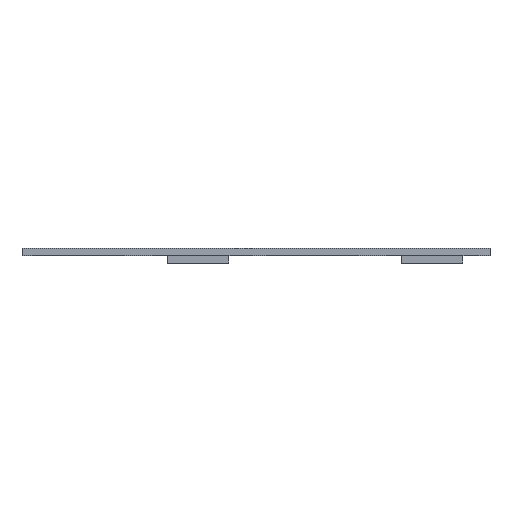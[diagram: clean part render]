
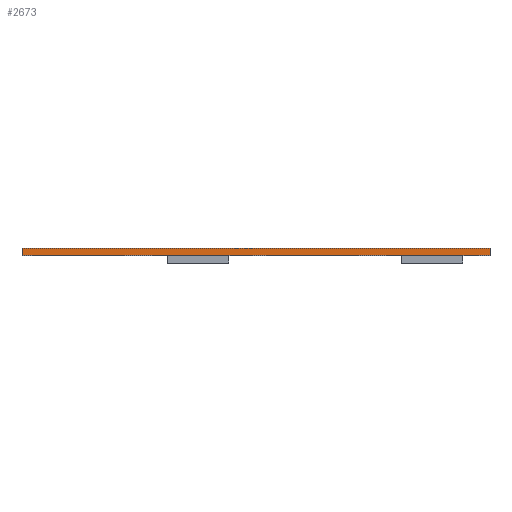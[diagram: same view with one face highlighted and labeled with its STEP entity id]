
A CAD part, top view. The second image highlights one B-rep face of the part: STEP entity #2673.
In plain terms, the highlighted planar face has unit normal (0, 0, 1).
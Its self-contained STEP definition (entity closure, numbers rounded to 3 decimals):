
#195=FACE_OUTER_BOUND('',#337,.T.);
#337=EDGE_LOOP('',(#2351,#2352,#2353,#2354));
#618=LINE('',#4027,#974);
#664=LINE('',#4121,#1020);
#709=LINE('',#4216,#1065);
#710=LINE('',#4218,#1066);
#974=VECTOR('',#3304,10.);
#1020=VECTOR('',#3380,10.);
#1065=VECTOR('',#3467,10.);
#1066=VECTOR('',#3470,10.);
#1251=VERTEX_POINT('',#4024);
#1252=VERTEX_POINT('',#4026);
#1285=VERTEX_POINT('',#4120);
#1314=VERTEX_POINT('',#4214);
#1590=EDGE_CURVE('',#1251,#1252,#618,.T.);
#1636=EDGE_CURVE('',#1252,#1285,#664,.T.);
#1685=EDGE_CURVE('',#1314,#1285,#709,.T.);
#1686=EDGE_CURVE('',#1314,#1251,#710,.T.);
#2351=ORIENTED_EDGE('',*,*,#1686,.F.);
#2352=ORIENTED_EDGE('',*,*,#1685,.T.);
#2353=ORIENTED_EDGE('',*,*,#1636,.F.);
#2354=ORIENTED_EDGE('',*,*,#1590,.F.);
#2547=PLANE('',#2829);
#2673=ADVANCED_FACE('',(#195),#2547,.T.);
#2829=AXIS2_PLACEMENT_3D('',#4217,#3468,#3469);
#3304=DIRECTION('',(0.,-1.,0.));
#3380=DIRECTION('',(-1.,0.,0.));
#3467=DIRECTION('',(0.,-1.,0.));
#3468=DIRECTION('center_axis',(0.,0.,1.));
#3469=DIRECTION('ref_axis',(-1.,0.,0.));
#3470=DIRECTION('',(1.,0.,0.));
#4024=CARTESIAN_POINT('',(89.4,17.2,86.25));
#4026=CARTESIAN_POINT('',(89.4,15.7,86.25));
#4027=CARTESIAN_POINT('',(89.4,17.2,86.25));
#4120=CARTESIAN_POINT('',(-10.6,15.7,86.25));
#4121=CARTESIAN_POINT('',(39.4,15.7,86.25));
#4214=CARTESIAN_POINT('',(-10.6,17.2,86.25));
#4216=CARTESIAN_POINT('',(-10.6,17.2,86.25));
#4217=CARTESIAN_POINT('Origin',(39.4,17.2,86.25));
#4218=CARTESIAN_POINT('',(39.4,17.2,86.25));
